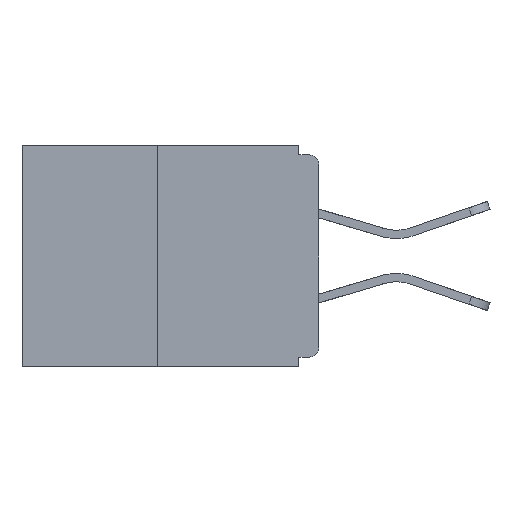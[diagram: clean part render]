
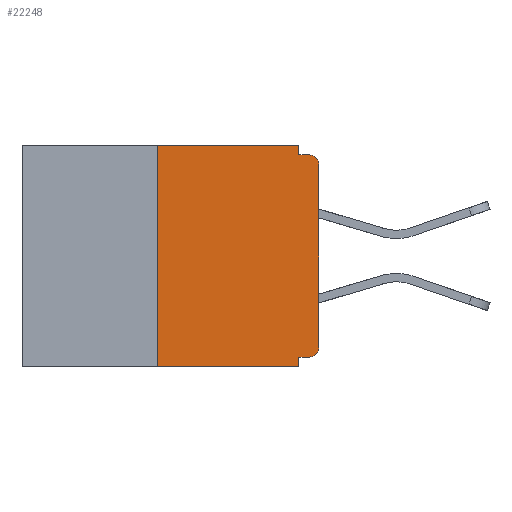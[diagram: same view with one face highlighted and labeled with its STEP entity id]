
A CAD part, left-side view. The second image highlights one B-rep face of the part: STEP entity #22248.
In plain terms, the highlighted planar face has unit normal (-1, 0, 0).
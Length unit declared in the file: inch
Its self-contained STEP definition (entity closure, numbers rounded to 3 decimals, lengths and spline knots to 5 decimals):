
#47 = EDGE_CURVE ( 'NONE', #2567, #2487, #21147, .T. ) ;
#188 = VECTOR ( 'NONE', #17103, 39.37008 ) ;
#1162 = CARTESIAN_POINT ( 'NONE',  ( 0., 0.031, -0.015 ) ) ;
#1389 = VECTOR ( 'NONE', #22400, 39.37008 ) ;
#1458 = CARTESIAN_POINT ( 'NONE',  ( 0., 0.015, -0.328 ) ) ;
#1476 = CARTESIAN_POINT ( 'NONE',  ( 0., 0.031, -0.343 ) ) ;
#1492 = EDGE_CURVE ( 'NONE', #2487, #5558, #14889, .T. ) ;
#1714 = DIRECTION ( 'NONE',  ( -1., 0., 0. ) ) ;
#1877 = CARTESIAN_POINT ( 'NONE',  ( 0., 0.015, -0.313 ) ) ;
#1962 = DIRECTION ( 'NONE',  ( 0., 0., -1. ) ) ;
#1993 = VECTOR ( 'NONE', #10155, 39.37008 ) ;
#2443 = VERTEX_POINT ( 'NONE', #9388 ) ;
#2487 = VERTEX_POINT ( 'NONE', #13608 ) ;
#2532 = EDGE_CURVE ( 'NONE', #11451, #17756, #7873, .T. ) ;
#2567 = VERTEX_POINT ( 'NONE', #1458 ) ;
#2721 = EDGE_CURVE ( 'NONE', #19666, #7466, #18226, .T. ) ;
#3264 = CARTESIAN_POINT ( 'NONE',  ( 0., 0., -0.03 ) ) ;
#3513 = PLANE ( 'NONE',  #6518 ) ;
#3589 = DIRECTION ( 'NONE',  ( 1., 0., 0. ) ) ;
#4389 = VECTOR ( 'NONE', #8821, 39.37008 ) ;
#4778 = CARTESIAN_POINT ( 'NONE',  ( 0., 0.46, -0.343 ) ) ;
#5079 = EDGE_CURVE ( 'NONE', #2443, #19666, #23980, .T. ) ;
#5558 = VERTEX_POINT ( 'NONE', #3264 ) ;
#5988 = VECTOR ( 'NONE', #24073, 39.37008 ) ;
#6088 = CARTESIAN_POINT ( 'NONE',  ( 0., 0.015, -0.015 ) ) ;
#6518 = AXIS2_PLACEMENT_3D ( 'NONE', #14916, #3589, #16821 ) ;
#6988 = EDGE_CURVE ( 'NONE', #15762, #18814, #16517, .T. ) ;
#7116 = DIRECTION ( 'NONE',  ( 0., 0., -1. ) ) ;
#7466 = VERTEX_POINT ( 'NONE', #15840 ) ;
#7531 = ORIENTED_EDGE ( 'NONE', *, *, #47, .T. ) ;
#7568 = DIRECTION ( 'NONE',  ( 0., 0., 1. ) ) ;
#7873 = LINE ( 'NONE', #19282, #20846 ) ;
#7902 = ORIENTED_EDGE ( 'NONE', *, *, #5079, .F. ) ;
#8042 = ORIENTED_EDGE ( 'NONE', *, *, #6988, .F. ) ;
#8821 = DIRECTION ( 'NONE',  ( 0., 0., -1. ) ) ;
#8898 = EDGE_CURVE ( 'NONE', #7466, #11451, #20212, .T. ) ;
#9375 = CARTESIAN_POINT ( 'NONE',  ( 0., 0.25, 0. ) ) ;
#9388 = CARTESIAN_POINT ( 'NONE',  ( 0., 0.25, -0.343 ) ) ;
#9427 = ORIENTED_EDGE ( 'NONE', *, *, #2721, .F. ) ;
#9654 = AXIS2_PLACEMENT_3D ( 'NONE', #1877, #1714, #1962 ) ;
#10155 = DIRECTION ( 'NONE',  ( 0., -1., 0. ) ) ;
#10518 = ORIENTED_EDGE ( 'NONE', *, *, #8898, .F. ) ;
#10976 = CIRCLE ( 'NONE', #15512, 0.015 ) ;
#11451 = VERTEX_POINT ( 'NONE', #1162 ) ;
#11760 = LINE ( 'NONE', #4778, #1993 ) ;
#12512 = ORIENTED_EDGE ( 'NONE', *, *, #23180, .T. ) ;
#12613 = CARTESIAN_POINT ( 'NONE',  ( 0., 0.015, -0.03 ) ) ;
#13386 = DIRECTION ( 'NONE',  ( 0., 1., 0. ) ) ;
#13608 = CARTESIAN_POINT ( 'NONE',  ( 0., 0., -0.313 ) ) ;
#14291 = CARTESIAN_POINT ( 'NONE',  ( 0., 0.031, -0.343 ) ) ;
#14362 = LINE ( 'NONE', #18666, #19645 ) ;
#14829 = VECTOR ( 'NONE', #7568, 39.37008 ) ;
#14889 = LINE ( 'NONE', #22581, #5988 ) ;
#14916 = CARTESIAN_POINT ( 'NONE',  ( 0., 0.46, 0. ) ) ;
#14995 = CARTESIAN_POINT ( 'NONE',  ( 0., 0.46, 0. ) ) ;
#15512 = AXIS2_PLACEMENT_3D ( 'NONE', #12613, #20070, #7116 ) ;
#15762 = VERTEX_POINT ( 'NONE', #18604 ) ;
#15840 = CARTESIAN_POINT ( 'NONE',  ( 0., 0.031, 0. ) ) ;
#16517 = LINE ( 'NONE', #1476, #4389 ) ;
#16672 = EDGE_CURVE ( 'NONE', #5558, #17756, #10976, .T. ) ;
#16821 = DIRECTION ( 'NONE',  ( 0., 0., -1. ) ) ;
#17014 = CARTESIAN_POINT ( 'NONE',  ( 0., 0.25, 0. ) ) ;
#17103 = DIRECTION ( 'NONE',  ( 0., 0., -1. ) ) ;
#17756 = VERTEX_POINT ( 'NONE', #6088 ) ;
#18226 = LINE ( 'NONE', #14995, #1389 ) ;
#18456 = ORIENTED_EDGE ( 'NONE', *, *, #20203, .F. ) ;
#18604 = CARTESIAN_POINT ( 'NONE',  ( 0., 0.031, -0.328 ) ) ;
#18666 = CARTESIAN_POINT ( 'NONE',  ( 0., 0., -0.328 ) ) ;
#18814 = VERTEX_POINT ( 'NONE', #14291 ) ;
#18927 = EDGE_LOOP ( 'NONE', ( #9427, #7902, #12512, #8042, #18456, #7531, #23031, #23328, #23230, #10518 ) ) ;
#19282 = CARTESIAN_POINT ( 'NONE',  ( 0., 0., -0.015 ) ) ;
#19645 = VECTOR ( 'NONE', #13386, 39.37008 ) ;
#19666 = VERTEX_POINT ( 'NONE', #17014 ) ;
#20070 = DIRECTION ( 'NONE',  ( -1., 0., 0. ) ) ;
#20203 = EDGE_CURVE ( 'NONE', #2567, #15762, #14362, .T. ) ;
#20212 = LINE ( 'NONE', #22351, #188 ) ;
#20846 = VECTOR ( 'NONE', #21411, 39.37008 ) ;
#21147 = CIRCLE ( 'NONE', #9654, 0.015 ) ;
#21411 = DIRECTION ( 'NONE',  ( 0., -1., 0. ) ) ;
#22248 = ADVANCED_FACE ( 'NONE', ( #24191 ), #3513, .F. ) ;
#22351 = CARTESIAN_POINT ( 'NONE',  ( 0., 0.031, 0. ) ) ;
#22400 = DIRECTION ( 'NONE',  ( 0., -1., 0. ) ) ;
#22581 = CARTESIAN_POINT ( 'NONE',  ( 0., 0., 0. ) ) ;
#23031 = ORIENTED_EDGE ( 'NONE', *, *, #1492, .T. ) ;
#23180 = EDGE_CURVE ( 'NONE', #2443, #18814, #11760, .T. ) ;
#23230 = ORIENTED_EDGE ( 'NONE', *, *, #2532, .F. ) ;
#23328 = ORIENTED_EDGE ( 'NONE', *, *, #16672, .T. ) ;
#23980 = LINE ( 'NONE', #9375, #14829 ) ;
#24073 = DIRECTION ( 'NONE',  ( 0., 0., 1. ) ) ;
#24191 = FACE_OUTER_BOUND ( 'NONE', #18927, .T. ) ;
